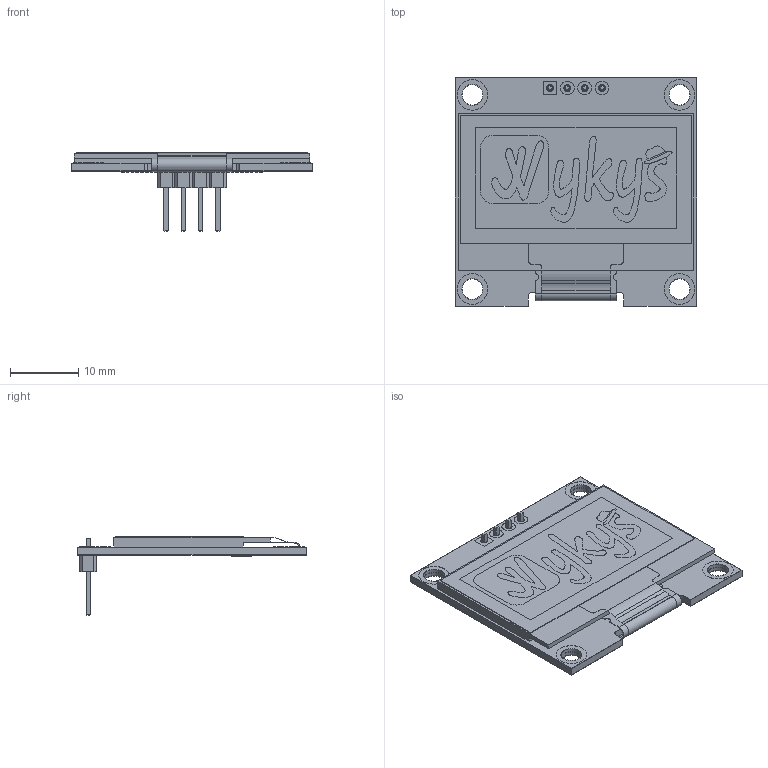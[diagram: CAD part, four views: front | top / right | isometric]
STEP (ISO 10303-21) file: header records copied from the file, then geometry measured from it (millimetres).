
FILE_DESCRIPTION(/* description */ ('STEP AP214'),/* implementation_level */ '2;1');
FILE_NAME(/* name */ '609d9e5bb34dd00f6a6ae346',/* time_stamp */ '2021-05-13T21:47:11+00:00',/* author */ (''),/* organization */ (''),/* preprocessor_version */ 'ST-DEVELOPER v18.1',/* originating_system */ ' ',/* authorisation */ ' ');
FILE_SCHEMA (('AUTOMOTIVE_DESIGN {1 0 10303 214 3 1 1}'));
Length unit declared in the file: metre
Products named in the file (11): CONNECTOR; CORE; MASK; WYKYS; TAPE; CABLE; PINS; PIN STRIP SPACER; FRAME; DISPLAY; VIAS
Bounding box: 35.4 x 33.5 x 11.5 mm (x, y, z)
Volume: 2655.3 mm3; surface area: 11887.7 mm2
Topology: 11 solids, 11 shells, 1380 faces, 3613 edges, 2182 vertices
Faces by surface type: plane 532, cylinder 386, bspline 342, sphere 120
Full cylindrical faces by diameter (mm): 0.9 x4, 1 x20, 2 x6, 3 x4, 3.1 x20, 4.5 x8
Entity records: 42875 total; most frequent: CARTESIAN_POINT 11426, ORIENTED_EDGE 6830, DIRECTION 5663, EDGE_CURVE 3415, VERTEX_POINT 2166, LINE 1897, VECTOR 1897, AXIS2_PLACEMENT_3D 1883
